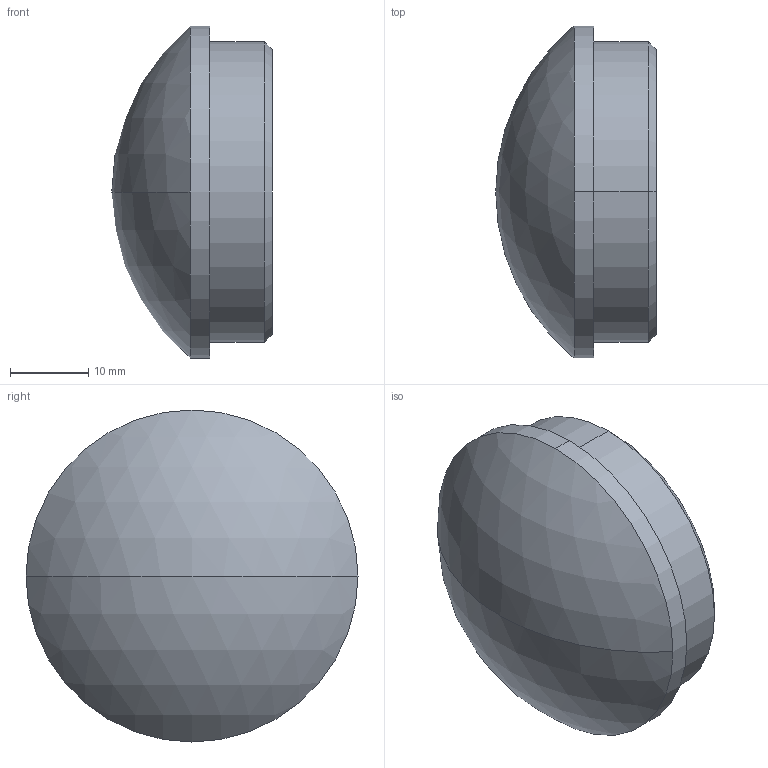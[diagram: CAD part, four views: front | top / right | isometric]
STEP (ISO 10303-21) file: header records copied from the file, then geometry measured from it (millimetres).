
FILE_DESCRIPTION (( 'STEP AP203' ), '1' );
FILE_NAME ('3D_GR1352_DN42.4x2_18380243.STEP', '2024-09-22T07:09:39', ( '' ), ( '' ), 'SwSTEP 2.0', 'SolidWorks 2024', '' );
FILE_SCHEMA (( 'CONFIG_CONTROL_DESIGN' ));
Length unit declared in the file: millimetre
Products named in the file (1): 3D_GR1352_DN42.4x2_18380243
Bounding box: 20.5 x 42.4 x 42.4 mm (x, y, z)
Volume: 3176.1 mm3; surface area: 6509.2 mm2
Topology: 1 solids, 1 shells, 19 faces, 40 edges, 26 vertices
Faces by surface type: cylinder 8, cone 4, sphere 4, plane 3
Entity records: 603 total; most frequent: DIRECTION 108, CARTESIAN_POINT 86, ORIENTED_EDGE 80, AXIS2_PLACEMENT_3D 48, EDGE_CURVE 40, CIRCLE 28, VERTEX_POINT 26, EDGE_LOOP 22
